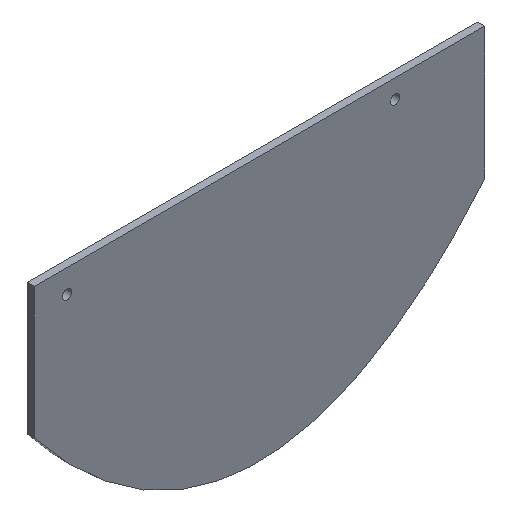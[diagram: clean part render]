
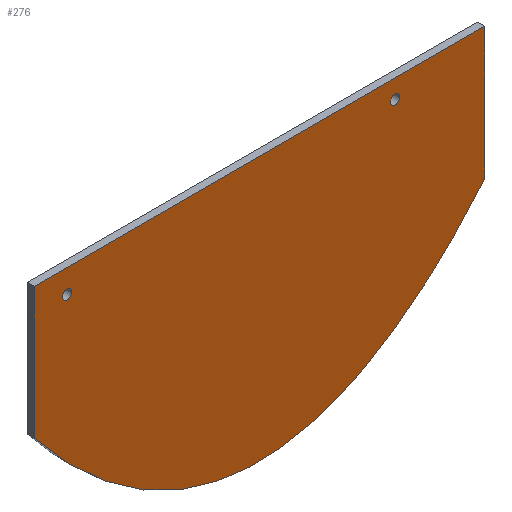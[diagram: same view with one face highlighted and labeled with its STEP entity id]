
A CAD part, isometric view. The second image highlights one B-rep face of the part: STEP entity #276.
In plain terms, the highlighted planar face has unit normal (0, -1, 0).
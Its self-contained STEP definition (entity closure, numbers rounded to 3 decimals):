
#17=FACE_BOUND('',#63,.T.);
#18=FACE_BOUND('',#64,.T.);
#29=PLANE('',#307);
#30=B_SPLINE_CURVE_WITH_KNOTS('',3,(#433,#434,#435,#436,#437,#438,#439,
#440,#441,#442,#443,#444,#445,#446,#447,#448,#449,#450,#451,#452,#453,#454),
 .UNSPECIFIED.,.F.,.F.,(4,3,3,3,3,3,3,4),(-0.009,0.,0.141,
0.385,0.576,0.779,1.,1.009),
 .UNSPECIFIED.);
#46=FACE_OUTER_BOUND('',#62,.T.);
#62=EDGE_LOOP('',(#249,#250,#251,#252,#253,#254,#255,#256,#257,#258));
#63=EDGE_LOOP('',(#259));
#64=EDGE_LOOP('',(#260));
#69=LINE('',#483,#99);
#72=LINE('',#489,#102);
#75=LINE('',#495,#105);
#78=LINE('',#501,#108);
#81=LINE('',#507,#111);
#84=LINE('',#513,#114);
#87=LINE('',#519,#117);
#90=LINE('',#525,#120);
#93=LINE('',#530,#123);
#99=VECTOR('',#328,10.);
#102=VECTOR('',#333,10.);
#105=VECTOR('',#338,10.);
#108=VECTOR('',#343,10.);
#111=VECTOR('',#348,10.);
#114=VECTOR('',#353,10.);
#117=VECTOR('',#358,10.);
#120=VECTOR('',#363,10.);
#123=VECTOR('',#368,10.);
#126=CIRCLE('',#293,2.);
#128=CIRCLE('',#296,2.);
#130=VERTEX_POINT('',#378);
#132=VERTEX_POINT('',#384);
#133=VERTEX_POINT('',#431);
#134=VERTEX_POINT('',#432);
#137=VERTEX_POINT('',#482);
#139=VERTEX_POINT('',#488);
#141=VERTEX_POINT('',#494);
#143=VERTEX_POINT('',#500);
#145=VERTEX_POINT('',#506);
#147=VERTEX_POINT('',#512);
#149=VERTEX_POINT('',#518);
#151=VERTEX_POINT('',#524);
#155=EDGE_CURVE('',#130,#130,#126,.T.);
#158=EDGE_CURVE('',#132,#132,#128,.T.);
#159=EDGE_CURVE('',#133,#134,#30,.T.);
#163=EDGE_CURVE('',#137,#134,#69,.T.);
#166=EDGE_CURVE('',#139,#137,#72,.T.);
#169=EDGE_CURVE('',#141,#139,#75,.T.);
#172=EDGE_CURVE('',#143,#141,#78,.T.);
#175=EDGE_CURVE('',#145,#143,#81,.T.);
#178=EDGE_CURVE('',#147,#145,#84,.T.);
#181=EDGE_CURVE('',#149,#147,#87,.T.);
#184=EDGE_CURVE('',#151,#149,#90,.T.);
#187=EDGE_CURVE('',#133,#151,#93,.T.);
#249=ORIENTED_EDGE('',*,*,#187,.F.);
#250=ORIENTED_EDGE('',*,*,#159,.T.);
#251=ORIENTED_EDGE('',*,*,#163,.F.);
#252=ORIENTED_EDGE('',*,*,#166,.F.);
#253=ORIENTED_EDGE('',*,*,#169,.F.);
#254=ORIENTED_EDGE('',*,*,#172,.F.);
#255=ORIENTED_EDGE('',*,*,#175,.F.);
#256=ORIENTED_EDGE('',*,*,#178,.F.);
#257=ORIENTED_EDGE('',*,*,#181,.F.);
#258=ORIENTED_EDGE('',*,*,#184,.F.);
#259=ORIENTED_EDGE('',*,*,#158,.F.);
#260=ORIENTED_EDGE('',*,*,#155,.F.);
#276=ADVANCED_FACE('',(#46,#17,#18),#29,.F.);
#293=AXIS2_PLACEMENT_3D('',#380,#315,#316);
#296=AXIS2_PLACEMENT_3D('',#386,#322,#323);
#307=AXIS2_PLACEMENT_3D('',#533,#372,#373);
#315=DIRECTION('center_axis',(0.,-1.,0.));
#316=DIRECTION('ref_axis',(1.,0.,0.));
#322=DIRECTION('center_axis',(0.,-1.,0.));
#323=DIRECTION('ref_axis',(1.,0.,0.));
#328=DIRECTION('',(0.,0.,-1.));
#333=DIRECTION('',(0.,0.,-1.));
#338=DIRECTION('',(1.,0.,0.));
#343=DIRECTION('',(0.,0.,-1.));
#348=DIRECTION('',(0.,0.,-1.));
#353=DIRECTION('',(0.,0.,-1.));
#358=DIRECTION('',(1.,0.,0.));
#363=DIRECTION('',(0.,0.,1.));
#368=DIRECTION('',(0.,0.,1.));
#372=DIRECTION('center_axis',(0.,1.,0.));
#373=DIRECTION('ref_axis',(1.,0.,0.));
#378=CARTESIAN_POINT('',(-182.172,27.,107.118));
#380=CARTESIAN_POINT('Origin',(-180.172,27.,107.118));
#384=CARTESIAN_POINT('',(-43.172,27.,109.118));
#386=CARTESIAN_POINT('Origin',(-41.172,27.,109.118));
#431=CARTESIAN_POINT('',(-194.172,27.,61.285));
#432=CARTESIAN_POINT('',(-3.172,27.,61.227));
#433=CARTESIAN_POINT('Ctrl Pts',(-194.172,27.,61.285));
#434=CARTESIAN_POINT('Ctrl Pts',(-193.655,27.,60.65));
#435=CARTESIAN_POINT('Ctrl Pts',(-193.138,27.,60.015));
#436=CARTESIAN_POINT('Ctrl Pts',(-192.621,27.,59.381));
#437=CARTESIAN_POINT('Ctrl Pts',(-184.657,27.,49.601));
#438=CARTESIAN_POINT('Ctrl Pts',(-176.446,27.,41.038));
#439=CARTESIAN_POINT('Ctrl Pts',(-167.99,27.,33.746));
#440=CARTESIAN_POINT('Ctrl Pts',(-153.309,27.,21.086));
#441=CARTESIAN_POINT('Ctrl Pts',(-137.856,27.,12.267));
#442=CARTESIAN_POINT('Ctrl Pts',(-121.873,27.,7.987));
#443=CARTESIAN_POINT('Ctrl Pts',(-109.403,27.,4.647));
#444=CARTESIAN_POINT('Ctrl Pts',(-96.618,27.,4.11));
#445=CARTESIAN_POINT('Ctrl Pts',(-84.,27.,6.407));
#446=CARTESIAN_POINT('Ctrl Pts',(-70.572,27.,8.852));
#447=CARTESIAN_POINT('Ctrl Pts',(-57.373,27.,14.465));
#448=CARTESIAN_POINT('Ctrl Pts',(-44.633,27.,22.83));
#449=CARTESIAN_POINT('Ctrl Pts',(-30.788,27.,31.921));
#450=CARTESIAN_POINT('Ctrl Pts',(-17.467,27.,44.216));
#451=CARTESIAN_POINT('Ctrl Pts',(-4.703,27.,59.404));
#452=CARTESIAN_POINT('Ctrl Pts',(-4.193,27.,60.012));
#453=CARTESIAN_POINT('Ctrl Pts',(-3.682,27.,60.619));
#454=CARTESIAN_POINT('Ctrl Pts',(-3.172,27.,61.227));
#482=CARTESIAN_POINT('',(-3.169,27.,83.063));
#483=CARTESIAN_POINT('',(-3.169,27.,83.063));
#488=CARTESIAN_POINT('',(-3.168,27.,104.992));
#489=CARTESIAN_POINT('',(-3.168,27.,104.992));
#494=CARTESIAN_POINT('',(-3.172,27.,104.992));
#495=CARTESIAN_POINT('',(-3.172,27.,104.992));
#500=CARTESIAN_POINT('',(-3.172,27.,105.992));
#501=CARTESIAN_POINT('',(-3.172,27.,105.992));
#506=CARTESIAN_POINT('',(-3.172,27.,113.992));
#507=CARTESIAN_POINT('',(-3.172,27.,113.992));
#512=CARTESIAN_POINT('',(-3.172,27.,117.));
#513=CARTESIAN_POINT('',(-3.172,27.,117.));
#518=CARTESIAN_POINT('',(-194.172,27.,117.));
#519=CARTESIAN_POINT('',(-194.172,27.,117.));
#524=CARTESIAN_POINT('',(-194.172,27.,106.118));
#525=CARTESIAN_POINT('',(-194.172,27.,106.118));
#530=CARTESIAN_POINT('',(-194.172,27.,61.285));
#533=CARTESIAN_POINT('Origin',(-98.67,27.,60.555));
